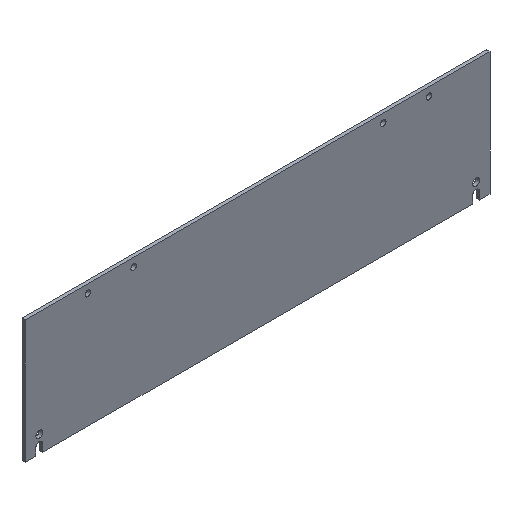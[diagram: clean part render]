
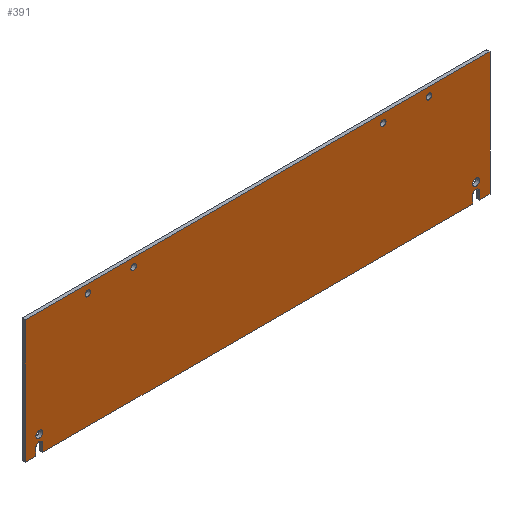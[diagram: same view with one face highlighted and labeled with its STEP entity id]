
A CAD part, isometric view. The second image highlights one B-rep face of the part: STEP entity #391.
In plain terms, the highlighted planar face has unit normal (0, -1, 0).
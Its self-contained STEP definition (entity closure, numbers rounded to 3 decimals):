
#23=FACE_BOUND('',#74,.T.);
#24=FACE_BOUND('',#75,.T.);
#25=FACE_BOUND('',#76,.T.);
#26=FACE_BOUND('',#77,.T.);
#27=FACE_BOUND('',#78,.T.);
#28=FACE_BOUND('',#79,.T.);
#35=CIRCLE('',#426,2.5);
#36=CIRCLE('',#427,2.5);
#37=CIRCLE('',#428,2.5);
#38=CIRCLE('',#429,2.5);
#39=CIRCLE('',#430,2.);
#40=CIRCLE('',#431,2.);
#41=CIRCLE('',#432,2.);
#42=CIRCLE('',#433,2.);
#53=FACE_OUTER_BOUND('',#73,.T.);
#73=EDGE_LOOP('',(#277,#278,#279,#280,#281,#282,#283,#284,#285,#286,#287,
#288));
#74=EDGE_LOOP('',(#289));
#75=EDGE_LOOP('',(#290));
#76=EDGE_LOOP('',(#291));
#77=EDGE_LOOP('',(#292));
#78=EDGE_LOOP('',(#293));
#79=EDGE_LOOP('',(#294));
#103=LINE('',#575,#141);
#107=LINE('',#583,#145);
#110=LINE('',#589,#148);
#111=LINE('',#591,#149);
#112=LINE('',#593,#150);
#113=LINE('',#597,#151);
#114=LINE('',#599,#152);
#115=LINE('',#601,#153);
#116=LINE('',#605,#154);
#117=LINE('',#606,#155);
#141=VECTOR('',#463,10.);
#145=VECTOR('',#469,10.);
#148=VECTOR('',#474,10.);
#149=VECTOR('',#475,10.);
#150=VECTOR('',#476,10.);
#151=VECTOR('',#479,10.);
#152=VECTOR('',#480,10.);
#153=VECTOR('',#481,10.);
#154=VECTOR('',#484,10.);
#155=VECTOR('',#485,10.);
#179=VERTEX_POINT('',#573);
#180=VERTEX_POINT('',#574);
#183=VERTEX_POINT('',#582);
#185=VERTEX_POINT('',#588);
#186=VERTEX_POINT('',#590);
#187=VERTEX_POINT('',#592);
#188=VERTEX_POINT('',#594);
#189=VERTEX_POINT('',#596);
#190=VERTEX_POINT('',#598);
#191=VERTEX_POINT('',#600);
#192=VERTEX_POINT('',#602);
#193=VERTEX_POINT('',#604);
#194=VERTEX_POINT('',#607);
#195=VERTEX_POINT('',#609);
#196=VERTEX_POINT('',#611);
#197=VERTEX_POINT('',#613);
#198=VERTEX_POINT('',#615);
#199=VERTEX_POINT('',#617);
#215=EDGE_CURVE('',#179,#180,#103,.T.);
#219=EDGE_CURVE('',#183,#179,#107,.T.);
#222=EDGE_CURVE('',#180,#185,#110,.T.);
#223=EDGE_CURVE('',#185,#186,#111,.T.);
#224=EDGE_CURVE('',#186,#187,#112,.T.);
#225=EDGE_CURVE('',#187,#188,#35,.T.);
#226=EDGE_CURVE('',#188,#189,#113,.T.);
#227=EDGE_CURVE('',#189,#190,#114,.T.);
#228=EDGE_CURVE('',#190,#191,#115,.T.);
#229=EDGE_CURVE('',#191,#192,#36,.T.);
#230=EDGE_CURVE('',#192,#193,#116,.T.);
#231=EDGE_CURVE('',#193,#183,#117,.T.);
#232=EDGE_CURVE('',#194,#194,#37,.T.);
#233=EDGE_CURVE('',#195,#195,#38,.T.);
#234=EDGE_CURVE('',#196,#196,#39,.T.);
#235=EDGE_CURVE('',#197,#197,#40,.T.);
#236=EDGE_CURVE('',#198,#198,#41,.T.);
#237=EDGE_CURVE('',#199,#199,#42,.T.);
#277=ORIENTED_EDGE('',*,*,#215,.T.);
#278=ORIENTED_EDGE('',*,*,#222,.T.);
#279=ORIENTED_EDGE('',*,*,#223,.T.);
#280=ORIENTED_EDGE('',*,*,#224,.T.);
#281=ORIENTED_EDGE('',*,*,#225,.T.);
#282=ORIENTED_EDGE('',*,*,#226,.T.);
#283=ORIENTED_EDGE('',*,*,#227,.T.);
#284=ORIENTED_EDGE('',*,*,#228,.T.);
#285=ORIENTED_EDGE('',*,*,#229,.T.);
#286=ORIENTED_EDGE('',*,*,#230,.T.);
#287=ORIENTED_EDGE('',*,*,#231,.T.);
#288=ORIENTED_EDGE('',*,*,#219,.T.);
#289=ORIENTED_EDGE('',*,*,#232,.T.);
#290=ORIENTED_EDGE('',*,*,#233,.T.);
#291=ORIENTED_EDGE('',*,*,#234,.T.);
#292=ORIENTED_EDGE('',*,*,#235,.T.);
#293=ORIENTED_EDGE('',*,*,#236,.T.);
#294=ORIENTED_EDGE('',*,*,#237,.T.);
#379=PLANE('',#425);
#391=ADVANCED_FACE('',(#53,#23,#24,#25,#26,#27,#28),#379,.F.);
#425=AXIS2_PLACEMENT_3D('',#587,#472,#473);
#426=AXIS2_PLACEMENT_3D('',#595,#477,#478);
#427=AXIS2_PLACEMENT_3D('',#603,#482,#483);
#428=AXIS2_PLACEMENT_3D('',#608,#486,#487);
#429=AXIS2_PLACEMENT_3D('',#610,#488,#489);
#430=AXIS2_PLACEMENT_3D('',#612,#490,#491);
#431=AXIS2_PLACEMENT_3D('',#614,#492,#493);
#432=AXIS2_PLACEMENT_3D('',#616,#494,#495);
#433=AXIS2_PLACEMENT_3D('',#618,#496,#497);
#463=DIRECTION('',(-1.,0.,0.));
#469=DIRECTION('',(0.,0.,1.));
#472=DIRECTION('center_axis',(0.,1.,0.));
#473=DIRECTION('ref_axis',(1.,0.,0.));
#474=DIRECTION('',(0.,0.,-1.));
#475=DIRECTION('',(1.,0.,0.));
#476=DIRECTION('',(0.,0.,1.));
#477=DIRECTION('center_axis',(0.,1.,0.));
#478=DIRECTION('ref_axis',(-1.,0.,0.));
#479=DIRECTION('',(0.,0.,-1.));
#480=DIRECTION('',(1.,0.,0.));
#481=DIRECTION('',(0.,0.,1.));
#482=DIRECTION('center_axis',(0.,1.,0.));
#483=DIRECTION('ref_axis',(-1.,0.,0.));
#484=DIRECTION('',(0.,0.,-1.));
#485=DIRECTION('',(1.,0.,0.));
#486=DIRECTION('center_axis',(0.,1.,0.));
#487=DIRECTION('ref_axis',(-1.,0.,0.));
#488=DIRECTION('center_axis',(0.,1.,0.));
#489=DIRECTION('ref_axis',(-1.,0.,0.));
#490=DIRECTION('center_axis',(0.,1.,0.));
#491=DIRECTION('ref_axis',(-1.,0.,0.));
#492=DIRECTION('center_axis',(0.,1.,0.));
#493=DIRECTION('ref_axis',(-1.,0.,0.));
#494=DIRECTION('center_axis',(0.,1.,0.));
#495=DIRECTION('ref_axis',(-1.,0.,0.));
#496=DIRECTION('center_axis',(0.,1.,0.));
#497=DIRECTION('ref_axis',(-1.,0.,0.));
#573=CARTESIAN_POINT('',(167.5,0.,41.5));
#574=CARTESIAN_POINT('',(-167.5,0.,41.5));
#575=CARTESIAN_POINT('',(-83.75,0.,41.5));
#582=CARTESIAN_POINT('',(167.5,0.,-47.5));
#583=CARTESIAN_POINT('',(167.5,0.,-47.5));
#587=CARTESIAN_POINT('Origin',(0.,0.,0.));
#588=CARTESIAN_POINT('',(-167.5,0.,-47.5));
#589=CARTESIAN_POINT('',(-167.5,0.,47.5));
#590=CARTESIAN_POINT('',(-160.,0.,-47.5));
#591=CARTESIAN_POINT('',(-167.5,0.,-47.5));
#592=CARTESIAN_POINT('',(-160.,0.,-42.));
#593=CARTESIAN_POINT('',(-160.,0.,-21.));
#594=CARTESIAN_POINT('',(-155.,0.,-42.));
#595=CARTESIAN_POINT('Origin',(-157.5,0.,-42.));
#596=CARTESIAN_POINT('',(-155.,0.,-47.5));
#597=CARTESIAN_POINT('',(-155.,0.,-23.75));
#598=CARTESIAN_POINT('',(155.,0.,-47.5));
#599=CARTESIAN_POINT('',(-167.5,0.,-47.5));
#600=CARTESIAN_POINT('',(155.,0.,-42.));
#601=CARTESIAN_POINT('',(155.,0.,-21.));
#602=CARTESIAN_POINT('',(160.,0.,-42.));
#603=CARTESIAN_POINT('Origin',(157.5,0.,-42.));
#604=CARTESIAN_POINT('',(160.,0.,-47.5));
#605=CARTESIAN_POINT('',(160.,0.,-23.75));
#606=CARTESIAN_POINT('',(-167.5,0.,-47.5));
#607=CARTESIAN_POINT('',(160.,0.,-35.));
#608=CARTESIAN_POINT('Origin',(157.5,0.,-35.));
#609=CARTESIAN_POINT('',(-155.,0.,-35.));
#610=CARTESIAN_POINT('Origin',(-157.5,0.,-35.));
#611=CARTESIAN_POINT('',(-87.5,0.,35.5));
#612=CARTESIAN_POINT('Origin',(-89.5,0.,35.5));
#613=CARTESIAN_POINT('',(92.5,0.,35.5));
#614=CARTESIAN_POINT('Origin',(90.5,0.,35.5));
#615=CARTESIAN_POINT('',(-120.5,0.,35.5));
#616=CARTESIAN_POINT('Origin',(-122.5,0.,35.5));
#617=CARTESIAN_POINT('',(125.5,0.,35.5));
#618=CARTESIAN_POINT('Origin',(123.5,0.,35.5));
